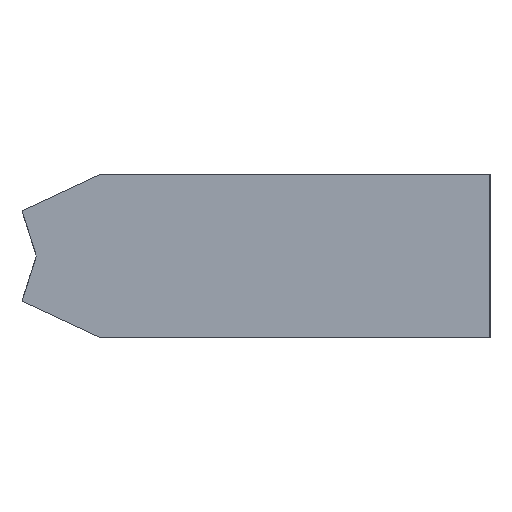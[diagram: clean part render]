
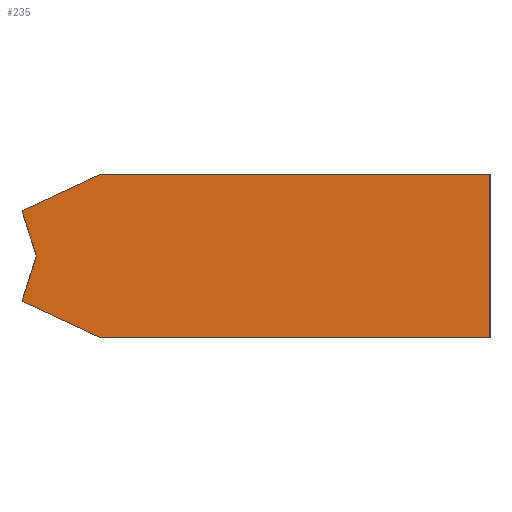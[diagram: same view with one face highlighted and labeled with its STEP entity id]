
A CAD part, left-side view. The second image highlights one B-rep face of the part: STEP entity #235.
In plain terms, the highlighted planar face has unit normal (-1, 0, 0).
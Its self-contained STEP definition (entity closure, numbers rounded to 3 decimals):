
#235 = ADVANCED_FACE( '', ( #576 ), #577, .F. );
#576 = FACE_OUTER_BOUND( '', #938, .T. );
#577 = PLANE( '', #939 );
#938 = EDGE_LOOP( '', ( #1489, #1490, #1491, #1492, #1493, #1494, #1495 ) );
#939 = AXIS2_PLACEMENT_3D( '', #1496, #1497, #1498 );
#1489 = ORIENTED_EDGE( '', *, *, #1786, .F. );
#1490 = ORIENTED_EDGE( '', *, *, #1712, .F. );
#1491 = ORIENTED_EDGE( '', *, *, #1637, .F. );
#1492 = ORIENTED_EDGE( '', *, *, #1645, .F. );
#1493 = ORIENTED_EDGE( '', *, *, #1771, .F. );
#1494 = ORIENTED_EDGE( '', *, *, #1676, .F. );
#1495 = ORIENTED_EDGE( '', *, *, #1724, .F. );
#1496 = CARTESIAN_POINT( '', ( 0., 0., 0. ) );
#1497 = DIRECTION( '', ( 1., 0., 0. ) );
#1498 = DIRECTION( '', ( 0., 0., -1. ) );
#1637 = EDGE_CURVE( '', #1885, #1887, #1888, .T. );
#1645 = EDGE_CURVE( '', #1898, #1885, #1900, .T. );
#1676 = EDGE_CURVE( '', #1948, #1949, #1950, .T. );
#1712 = EDGE_CURVE( '', #1887, #2008, #2009, .T. );
#1724 = EDGE_CURVE( '', #2027, #1948, #2028, .T. );
#1771 = EDGE_CURVE( '', #1949, #1898, #2096, .T. );
#1786 = EDGE_CURVE( '', #2008, #2027, #2116, .T. );
#1885 = VERTEX_POINT( '', #2224 );
#1887 = VERTEX_POINT( '', #2227 );
#1888 = LINE( '', #2228, #2229 );
#1898 = VERTEX_POINT( '', #2243 );
#1900 = LINE( '', #2246, #2247 );
#1948 = VERTEX_POINT( '', #2295 );
#1949 = VERTEX_POINT( '', #2296 );
#1950 = LINE( '', #2297, #2298 );
#2008 = VERTEX_POINT( '', #2363 );
#2009 = LINE( '', #2364, #2365 );
#2027 = VERTEX_POINT( '', #2384 );
#2028 = LINE( '', #2385, #2386 );
#2096 = LINE( '', #2455, #2456 );
#2116 = LINE( '', #2476, #2477 );
#2224 = CARTESIAN_POINT( '', ( 0., 41.593, 0. ) );
#2227 = CARTESIAN_POINT( '', ( 0., 42.902, 4.15 ) );
#2228 = CARTESIAN_POINT( '', ( 0., 41.593, 0. ) );
#2229 = VECTOR( '', #2587, 1000. );
#2243 = CARTESIAN_POINT( '', ( 0., 42.902, -4.15 ) );
#2246 = CARTESIAN_POINT( '', ( 0., 42.902, -4.15 ) );
#2247 = VECTOR( '', #2596, 1000. );
#2295 = CARTESIAN_POINT( '', ( 0., 0., -7.5 ) );
#2296 = CARTESIAN_POINT( '', ( 0., 35.718, -7.5 ) );
#2297 = CARTESIAN_POINT( '', ( 0., 0., -7.5 ) );
#2298 = VECTOR( '', #2669, 1000. );
#2363 = CARTESIAN_POINT( '', ( 0., 35.718, 7.5 ) );
#2364 = CARTESIAN_POINT( '', ( 0., 42.902, 4.15 ) );
#2365 = VECTOR( '', #2731, 1000. );
#2384 = CARTESIAN_POINT( '', ( 0., 0., 7.5 ) );
#2385 = CARTESIAN_POINT( '', ( 0., 0., 7.5 ) );
#2386 = VECTOR( '', #2751, 1000. );
#2455 = CARTESIAN_POINT( '', ( 0., 35.718, -7.5 ) );
#2456 = VECTOR( '', #2816, 1000. );
#2476 = CARTESIAN_POINT( '', ( 0., 35.718, 7.5 ) );
#2477 = VECTOR( '', #2832, 1000. );
#2587 = DIRECTION( '', ( 0., 0.301, 0.954 ) );
#2596 = DIRECTION( '', ( 0., -0.301, 0.954 ) );
#2669 = DIRECTION( '', ( 0., 1., 0. ) );
#2731 = DIRECTION( '', ( 0., -0.906, 0.423 ) );
#2751 = DIRECTION( '', ( 0., 0., -1. ) );
#2816 = DIRECTION( '', ( 0., 0.906, 0.423 ) );
#2832 = DIRECTION( '', ( 0., -1., 0. ) );
